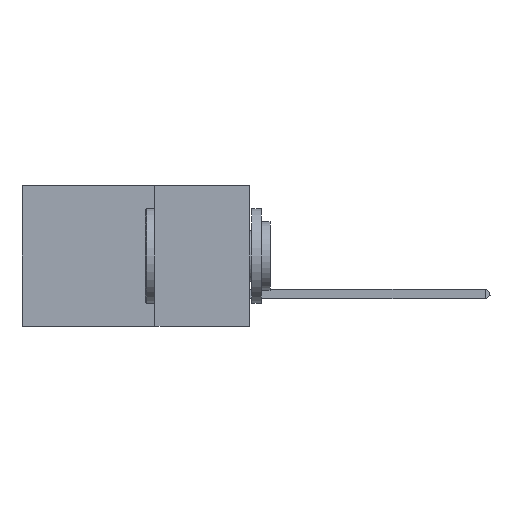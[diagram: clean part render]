
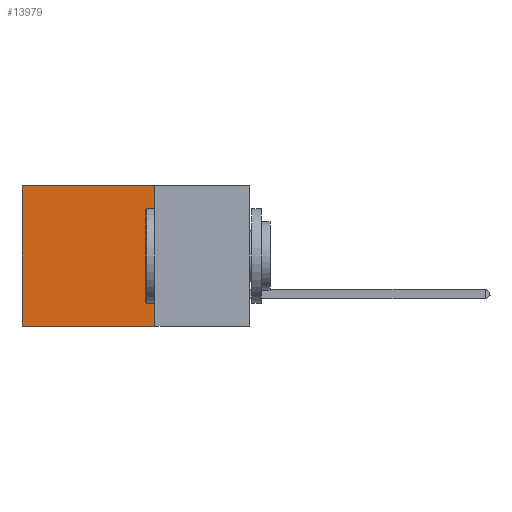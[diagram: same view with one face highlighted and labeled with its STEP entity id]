
A CAD part, left-side view. The second image highlights one B-rep face of the part: STEP entity #13979.
In plain terms, the highlighted planar face has unit normal (-1, 0, 0).
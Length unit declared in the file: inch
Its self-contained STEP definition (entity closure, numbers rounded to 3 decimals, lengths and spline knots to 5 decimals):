
#637 = CARTESIAN_POINT ( 'NONE',  ( 0.2875, 0.25, 0. ) ) ;
#833 = LINE ( 'NONE', #28323, #18606 ) ;
#966 = DIRECTION ( 'NONE',  ( 1., 0., 0. ) ) ;
#1142 = PLANE ( 'NONE',  #27502 ) ;
#1275 = CARTESIAN_POINT ( 'NONE',  ( 0.2875, 0.6, -0.37 ) ) ;
#2939 = VECTOR ( 'NONE', #46325, 39.37008 ) ;
#3330 = VECTOR ( 'NONE', #9467, 39.37008 ) ;
#5102 = DIRECTION ( 'NONE',  ( 0., 0., -1. ) ) ;
#6327 = EDGE_CURVE ( 'NONE', #36913, #16965, #16250, .T. ) ;
#8782 = DIRECTION ( 'NONE',  ( 0., 1., 0. ) ) ;
#9101 = VECTOR ( 'NONE', #32479, 39.37008 ) ;
#9467 = DIRECTION ( 'NONE',  ( 0., 1., 0. ) ) ;
#13979 = ADVANCED_FACE ( 'NONE', ( #39050 ), #1142, .F. ) ;
#14994 = CARTESIAN_POINT ( 'NONE',  ( 0.2875, 0.6, 0. ) ) ;
#16250 = LINE ( 'NONE', #21130, #3330 ) ;
#16965 = VERTEX_POINT ( 'NONE', #14994 ) ;
#18606 = VECTOR ( 'NONE', #8782, 39.37008 ) ;
#20763 = VERTEX_POINT ( 'NONE', #29875 ) ;
#21130 = CARTESIAN_POINT ( 'NONE',  ( 0.2875, 0.25, 0. ) ) ;
#23539 = EDGE_CURVE ( 'NONE', #36913, #20763, #26264, .T. ) ;
#26264 = LINE ( 'NONE', #40311, #9101 ) ;
#26473 = CARTESIAN_POINT ( 'NONE',  ( 0.2875, 0.6, 0. ) ) ;
#27502 = AXIS2_PLACEMENT_3D ( 'NONE', #637, #966, #5102 ) ;
#28222 = ORIENTED_EDGE ( 'NONE', *, *, #6327, .T. ) ;
#28323 = CARTESIAN_POINT ( 'NONE',  ( 0.2875, 0.25, -0.37 ) ) ;
#29875 = CARTESIAN_POINT ( 'NONE',  ( 0.2875, 0.25, -0.37 ) ) ;
#30671 = VERTEX_POINT ( 'NONE', #1275 ) ;
#31553 = CARTESIAN_POINT ( 'NONE',  ( 0.2875, 0.25, 0. ) ) ;
#32479 = DIRECTION ( 'NONE',  ( 0., 0., -1. ) ) ;
#34211 = LINE ( 'NONE', #26473, #2939 ) ;
#36913 = VERTEX_POINT ( 'NONE', #31553 ) ;
#38329 = EDGE_LOOP ( 'NONE', ( #39783, #44097, #41822, #28222 ) ) ;
#39050 = FACE_OUTER_BOUND ( 'NONE', #38329, .T. ) ;
#39783 = ORIENTED_EDGE ( 'NONE', *, *, #45898, .T. ) ;
#40311 = CARTESIAN_POINT ( 'NONE',  ( 0.2875, 0.25, 0. ) ) ;
#41822 = ORIENTED_EDGE ( 'NONE', *, *, #23539, .F. ) ;
#44097 = ORIENTED_EDGE ( 'NONE', *, *, #48462, .F. ) ;
#45898 = EDGE_CURVE ( 'NONE', #16965, #30671, #34211, .T. ) ;
#46325 = DIRECTION ( 'NONE',  ( 0., 0., -1. ) ) ;
#48462 = EDGE_CURVE ( 'NONE', #20763, #30671, #833, .T. ) ;
